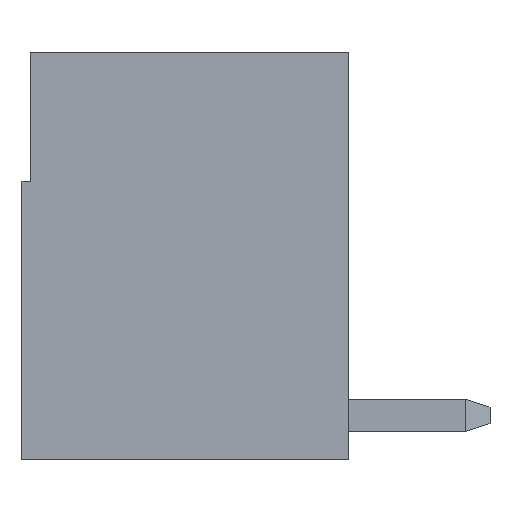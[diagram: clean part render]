
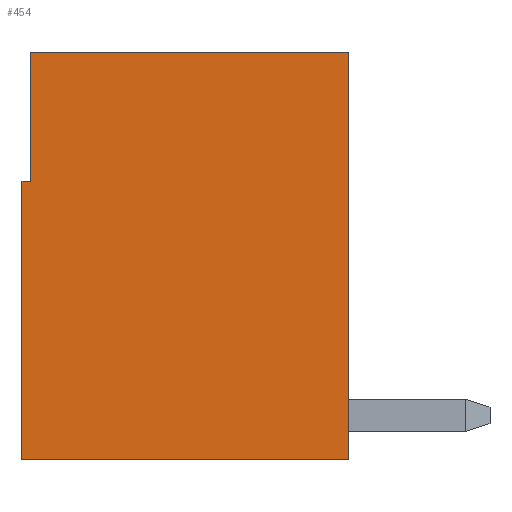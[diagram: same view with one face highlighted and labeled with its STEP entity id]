
A CAD part, left-side view. The second image highlights one B-rep face of the part: STEP entity #454.
In plain terms, the highlighted planar face has unit normal (-1, 0, 0).
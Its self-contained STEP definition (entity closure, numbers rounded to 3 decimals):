
#454 = ADVANCED_FACE( '', ( #960 ), #961, .T. );
#960 = FACE_OUTER_BOUND( '', #1539, .T. );
#961 = PLANE( '', #1540 );
#1539 = EDGE_LOOP( '', ( #2633, #2634, #2635, #2636, #2637, #2638 ) );
#1540 = AXIS2_PLACEMENT_3D( '', #2639, #2640, #2641 );
#2633 = ORIENTED_EDGE( '', *, *, #3624, .T. );
#2634 = ORIENTED_EDGE( '', *, *, #3894, .T. );
#2635 = ORIENTED_EDGE( '', *, *, #3895, .T. );
#2636 = ORIENTED_EDGE( '', *, *, #3642, .T. );
#2637 = ORIENTED_EDGE( '', *, *, #3779, .T. );
#2638 = ORIENTED_EDGE( '', *, *, #3896, .T. );
#2639 = CARTESIAN_POINT( '', ( -8.55, 0., 0. ) );
#2640 = DIRECTION( '', ( -1., 0., 0. ) );
#2641 = DIRECTION( '', ( 0., 0., 1. ) );
#3624 = EDGE_CURVE( '', #4394, #4392, #4395, .T. );
#3642 = EDGE_CURVE( '', #4420, #4425, #4427, .T. );
#3779 = EDGE_CURVE( '', #4425, #4643, #4645, .T. );
#3894 = EDGE_CURVE( '', #4392, #4803, #4804, .T. );
#3895 = EDGE_CURVE( '', #4803, #4420, #4805, .T. );
#3896 = EDGE_CURVE( '', #4643, #4394, #4806, .T. );
#4392 = VERTEX_POINT( '', #5465 );
#4394 = VERTEX_POINT( '', #5468 );
#4395 = LINE( '', #5469, #5470 );
#4420 = VERTEX_POINT( '', #5504 );
#4425 = VERTEX_POINT( '', #5511 );
#4427 = LINE( '', #5514, #5515 );
#4643 = VERTEX_POINT( '', #5824 );
#4645 = LINE( '', #5827, #5828 );
#4803 = VERTEX_POINT( '', #6067 );
#4804 = LINE( '', #6068, #6069 );
#4805 = LINE( '', #6070, #6071 );
#4806 = LINE( '', #6072, #6073 );
#5465 = CARTESIAN_POINT( '', ( -8.55, -4.05, 5.05 ) );
#5468 = CARTESIAN_POINT( '', ( -8.55, -4.05, -5.05 ) );
#5469 = CARTESIAN_POINT( '', ( -8.55, -4.05, -5.05 ) );
#5470 = VECTOR( '', #6580, 1000. );
#5504 = CARTESIAN_POINT( '', ( -8.55, 3.85, 1.85 ) );
#5511 = CARTESIAN_POINT( '', ( -8.55, 4.05, 1.85 ) );
#5514 = CARTESIAN_POINT( '', ( -8.55, 3.85, 1.85 ) );
#5515 = VECTOR( '', #6599, 1000. );
#5824 = CARTESIAN_POINT( '', ( -8.55, 4.05, -5.05 ) );
#5827 = CARTESIAN_POINT( '', ( -8.55, 4.05, 1.85 ) );
#5828 = VECTOR( '', #6733, 1000. );
#6067 = CARTESIAN_POINT( '', ( -8.55, 3.85, 5.05 ) );
#6068 = CARTESIAN_POINT( '', ( -8.55, -4.05, 5.05 ) );
#6069 = VECTOR( '', #6824, 1000. );
#6070 = CARTESIAN_POINT( '', ( -8.55, 3.85, 5.05 ) );
#6071 = VECTOR( '', #6825, 1000. );
#6072 = CARTESIAN_POINT( '', ( -8.55, 4.05, -5.05 ) );
#6073 = VECTOR( '', #6826, 1000. );
#6580 = DIRECTION( '', ( 0., 0., 1. ) );
#6599 = DIRECTION( '', ( 0., 1., 0. ) );
#6733 = DIRECTION( '', ( 0., 0., -1. ) );
#6824 = DIRECTION( '', ( 0., 1., 0. ) );
#6825 = DIRECTION( '', ( 0., 0., -1. ) );
#6826 = DIRECTION( '', ( 0., -1., 0. ) );
